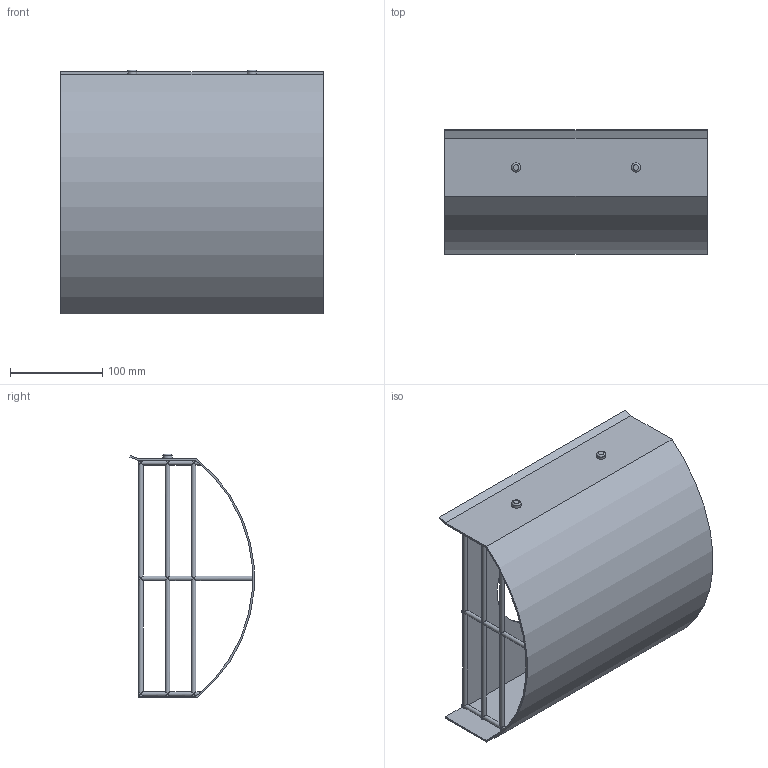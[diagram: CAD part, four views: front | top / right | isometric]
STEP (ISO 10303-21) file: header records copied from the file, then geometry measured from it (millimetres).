
FILE_DESCRIPTION(/* description */ (''),/* implementation_level */ '2;1');
FILE_NAME(/* name */ 'IP-FBA_180-03130-001.stp',/* time_stamp */ '2017-07-11T11:43:58+02:00',/* author */ ('engineering1'),/* organization */ (''),/* preprocessor_version */ 'ST-DEVELOPER v16.5',/* originating_system */ 'Autodesk Inventor 2017',/* authorisation */ '');
FILE_SCHEMA (('AUTOMOTIVE_DESIGN { 1 0 10303 214 3 1 1 }'));
Length unit declared in the file: millimetre
Products named in the file (1): FBA-1
Bounding box: 285 x 134.84 x 265 mm (x, y, z)
Volume: 373826.5 mm3; surface area: 368677.9 mm2
Topology: 1 solids, 1 shells, 104 faces, 262 edges, 120 vertices
Faces by surface type: cylinder 71, plane 31, torus 2
Full cylindrical faces by diameter (mm): 5 x30, 10 x2, 130 x1
Entity records: 3227 total; most frequent: CARTESIAN_POINT 690, DIRECTION 599, ORIENTED_EDGE 502, AXIS2_PLACEMENT_3D 263, EDGE_CURVE 237, EDGE_LOOP 133, VERTEX_POINT 118, ELLIPSE 104
